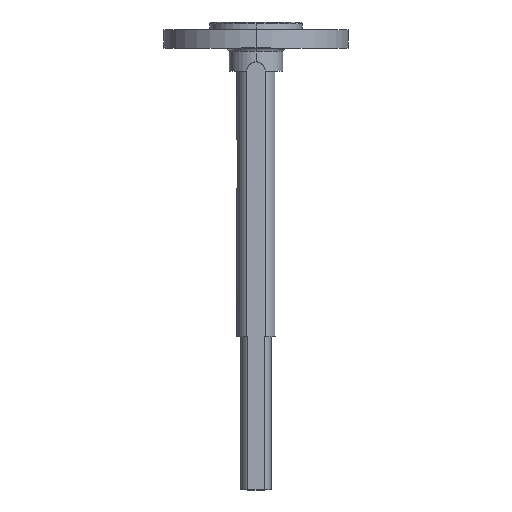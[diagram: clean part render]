
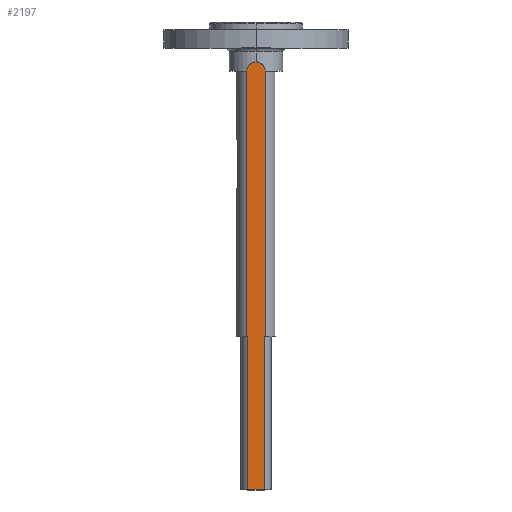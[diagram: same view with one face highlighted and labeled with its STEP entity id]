
A CAD part, top view. The second image highlights one B-rep face of the part: STEP entity #2197.
In plain terms, the highlighted planar face has unit normal (0, 0, 1).
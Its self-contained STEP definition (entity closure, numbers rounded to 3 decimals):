
#19 = VECTOR ( 'NONE', #2270, 1000. ) ;
#67 = LINE ( 'NONE', #1535, #677 ) ;
#122 = ORIENTED_EDGE ( 'NONE', *, *, #704, .F. ) ;
#249 = CARTESIAN_POINT ( 'NONE',  ( -5.268, 100., 8.5 ) ) ;
#278 = DIRECTION ( 'NONE',  ( 0., -1., 0. ) ) ;
#300 = ORIENTED_EDGE ( 'NONE', *, *, #2377, .T. ) ;
#325 = DIRECTION ( 'NONE',  ( -1., 0., 0. ) ) ;
#378 = VERTEX_POINT ( 'NONE', #979 ) ;
#379 = DIRECTION ( 'NONE',  ( -1., 0., 0. ) ) ;
#390 = EDGE_CURVE ( 'NONE', #2408, #1506, #730, .T. ) ;
#405 = CARTESIAN_POINT ( 'NONE',  ( 5.268, 0., 8.5 ) ) ;
#407 = CARTESIAN_POINT ( 'NONE',  ( 0., 273., 8.5 ) ) ;
#449 = EDGE_CURVE ( 'NONE', #681, #1590, #1769, .T. ) ;
#508 = VERTEX_POINT ( 'NONE', #1891 ) ;
#534 = VERTEX_POINT ( 'NONE', #1507 ) ;
#545 = VERTEX_POINT ( 'NONE', #1058 ) ;
#617 = EDGE_CURVE ( 'NONE', #681, #1506, #67, .T. ) ;
#677 = VECTOR ( 'NONE', #1298, 1000. ) ;
#681 = VERTEX_POINT ( 'NONE', #1775 ) ;
#704 = EDGE_CURVE ( 'NONE', #378, #508, #1060, .T. ) ;
#730 = LINE ( 'NONE', #1516, #19 ) ;
#749 = LINE ( 'NONE', #1532, #1716 ) ;
#884 = ORIENTED_EDGE ( 'NONE', *, *, #449, .F. ) ;
#886 = CARTESIAN_POINT ( 'NONE',  ( -6., 0., 8.5 ) ) ;
#898 = DIRECTION ( 'NONE',  ( 0., 0., -1. ) ) ;
#978 = CARTESIAN_POINT ( 'NONE',  ( 5.268, 100., 8.5 ) ) ;
#979 = CARTESIAN_POINT ( 'NONE',  ( -6., 273., 8.5 ) ) ;
#1058 = CARTESIAN_POINT ( 'NONE',  ( 6., 100., 8.5 ) ) ;
#1060 = CIRCLE ( 'NONE', #1658, 6. ) ;
#1088 = DIRECTION ( 'NONE',  ( 1., 0., 0. ) ) ;
#1160 = VECTOR ( 'NONE', #1550, 1000. ) ;
#1180 = ORIENTED_EDGE ( 'NONE', *, *, #2279, .T. ) ;
#1298 = DIRECTION ( 'NONE',  ( 1., 0., 0. ) ) ;
#1305 = LINE ( 'NONE', #2072, #1766 ) ;
#1316 = AXIS2_PLACEMENT_3D ( 'NONE', #1686, #898, #1088 ) ;
#1462 = FACE_OUTER_BOUND ( 'NONE', #2405, .T. ) ;
#1506 = VERTEX_POINT ( 'NONE', #405 ) ;
#1507 = CARTESIAN_POINT ( 'NONE',  ( -6., 100., 8.5 ) ) ;
#1516 = CARTESIAN_POINT ( 'NONE',  ( 5.268, 100., 8.5 ) ) ;
#1532 = CARTESIAN_POINT ( 'NONE',  ( 0., 100., 8.5 ) ) ;
#1535 = CARTESIAN_POINT ( 'NONE',  ( -6., 0., 8.5 ) ) ;
#1543 = EDGE_CURVE ( 'NONE', #1590, #534, #749, .T. ) ;
#1550 = DIRECTION ( 'NONE',  ( 0., 1., 0. ) ) ;
#1584 = CARTESIAN_POINT ( 'NONE',  ( -5.268, 100., 8.5 ) ) ;
#1590 = VERTEX_POINT ( 'NONE', #249 ) ;
#1648 = PLANE ( 'NONE',  #1316 ) ;
#1658 = AXIS2_PLACEMENT_3D ( 'NONE', #407, #1918, #379 ) ;
#1666 = ORIENTED_EDGE ( 'NONE', *, *, #2246, .F. ) ;
#1686 = CARTESIAN_POINT ( 'NONE',  ( 0., 273., 8.5 ) ) ;
#1716 = VECTOR ( 'NONE', #2285, 1000. ) ;
#1766 = VECTOR ( 'NONE', #325, 1000. ) ;
#1769 = LINE ( 'NONE', #1584, #2375 ) ;
#1775 = CARTESIAN_POINT ( 'NONE',  ( -5.268, 0., 8.5 ) ) ;
#1877 = VECTOR ( 'NONE', #278, 1000. ) ;
#1891 = CARTESIAN_POINT ( 'NONE',  ( 6., 273., 8.5 ) ) ;
#1914 = ORIENTED_EDGE ( 'NONE', *, *, #390, .F. ) ;
#1918 = DIRECTION ( 'NONE',  ( 0., 0., -1. ) ) ;
#1952 = ORIENTED_EDGE ( 'NONE', *, *, #1543, .F. ) ;
#1955 = ORIENTED_EDGE ( 'NONE', *, *, #617, .T. ) ;
#2023 = LINE ( 'NONE', #886, #1877 ) ;
#2072 = CARTESIAN_POINT ( 'NONE',  ( 0., 100., 8.5 ) ) ;
#2144 = DIRECTION ( 'NONE',  ( 0., 1., 0. ) ) ;
#2197 = ADVANCED_FACE ( 'NONE', ( #1462 ), #1648, .F. ) ;
#2246 = EDGE_CURVE ( 'NONE', #545, #2408, #1305, .T. ) ;
#2270 = DIRECTION ( 'NONE',  ( 0., -1., 0. ) ) ;
#2279 = EDGE_CURVE ( 'NONE', #378, #534, #2023, .T. ) ;
#2285 = DIRECTION ( 'NONE',  ( -1., 0., 0. ) ) ;
#2304 = CARTESIAN_POINT ( 'NONE',  ( 6., 0., 8.5 ) ) ;
#2375 = VECTOR ( 'NONE', #2144, 1000. ) ;
#2377 = EDGE_CURVE ( 'NONE', #545, #508, #2499, .T. ) ;
#2405 = EDGE_LOOP ( 'NONE', ( #300, #122, #1180, #1952, #884, #1955, #1914, #1666 ) ) ;
#2408 = VERTEX_POINT ( 'NONE', #978 ) ;
#2499 = LINE ( 'NONE', #2304, #1160 ) ;
